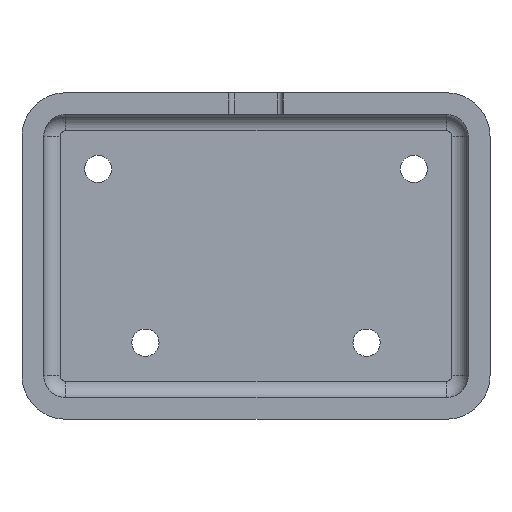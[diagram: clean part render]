
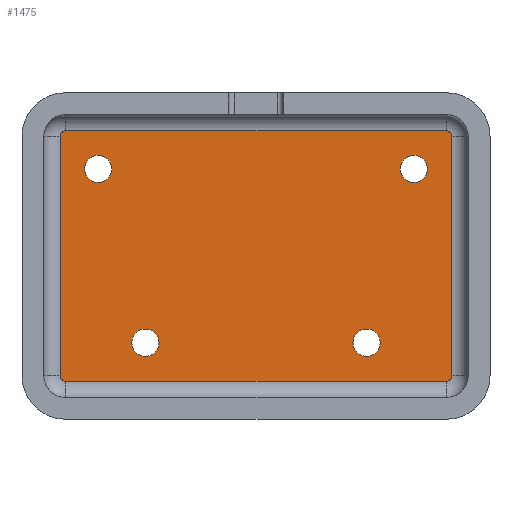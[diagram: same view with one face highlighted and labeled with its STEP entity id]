
A CAD part, front view. The second image highlights one B-rep face of the part: STEP entity #1475.
In plain terms, the highlighted planar face has unit normal (0, -1, 0).
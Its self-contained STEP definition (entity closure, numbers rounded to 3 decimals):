
#121 = CIRCLE ( 'NONE', #3643, 1.25 ) ;
#124 = AXIS2_PLACEMENT_3D ( 'NONE', #1075, #788, #3709 ) ;
#180 = DIRECTION ( 'NONE',  ( 0., 0., 1. ) ) ;
#201 = CIRCLE ( 'NONE', #772, 1.25 ) ;
#209 = CARTESIAN_POINT ( 'NONE',  ( 11.34, 12., -24.21 ) ) ;
#252 = ORIENTED_EDGE ( 'NONE', *, *, #3314, .T. ) ;
#305 = ORIENTED_EDGE ( 'NONE', *, *, #2088, .T. ) ;
#318 = EDGE_CURVE ( 'NONE', #1487, #3819, #121, .T. ) ;
#379 = DIRECTION ( 'NONE',  ( 0., 0., 1. ) ) ;
#399 = CARTESIAN_POINT ( 'NONE',  ( 4., 12., -26. ) ) ;
#451 = CIRCLE ( 'NONE', #2788, 1.25 ) ;
#461 = EDGE_LOOP ( 'NONE', ( #2940, #2687 ) ) ;
#479 = CARTESIAN_POINT ( 'NONE',  ( 36., 12., -5.75 ) ) ;
#502 = CARTESIAN_POINT ( 'NONE',  ( 39., 12., -26. ) ) ;
#526 = VERTEX_POINT ( 'NONE', #3305 ) ;
#528 = CARTESIAN_POINT ( 'NONE',  ( 39., 12., -26.5 ) ) ;
#530 = CIRCLE ( 'NONE', #3298, 0.5 ) ;
#554 = DIRECTION ( 'NONE',  ( 0., 0., -1. ) ) ;
#638 = CARTESIAN_POINT ( 'NONE',  ( 36., 12., -8.25 ) ) ;
#688 = DIRECTION ( 'NONE',  ( 0., -1., 0. ) ) ;
#719 = CARTESIAN_POINT ( 'NONE',  ( 36., 12., -7. ) ) ;
#739 = CARTESIAN_POINT ( 'NONE',  ( 11.34, 12., -22.96 ) ) ;
#745 = CARTESIAN_POINT ( 'NONE',  ( 39.5, 12., -26. ) ) ;
#758 = AXIS2_PLACEMENT_3D ( 'NONE', #3028, #2496, #3689 ) ;
#772 = AXIS2_PLACEMENT_3D ( 'NONE', #1044, #1655, #180 ) ;
#788 = DIRECTION ( 'NONE',  ( 0., -1., 0. ) ) ;
#792 = VERTEX_POINT ( 'NONE', #2090 ) ;
#799 = VERTEX_POINT ( 'NONE', #3618 ) ;
#847 = DIRECTION ( 'NONE',  ( 0., 0., -1. ) ) ;
#848 = FACE_BOUND ( 'NONE', #461, .T. ) ;
#850 = CARTESIAN_POINT ( 'NONE',  ( 39., 12., -3.5 ) ) ;
#881 = LINE ( 'NONE', #3230, #2717 ) ;
#893 = CIRCLE ( 'NONE', #3784, 1.25 ) ;
#918 = EDGE_CURVE ( 'NONE', #2818, #2030, #1362, .T. ) ;
#963 = CARTESIAN_POINT ( 'NONE',  ( 7., 12., -7. ) ) ;
#966 = CARTESIAN_POINT ( 'NONE',  ( 4., 12., -3.5 ) ) ;
#987 = CARTESIAN_POINT ( 'NONE',  ( 39.5, 12., -26. ) ) ;
#1044 = CARTESIAN_POINT ( 'NONE',  ( 7., 12., -7. ) ) ;
#1075 = CARTESIAN_POINT ( 'NONE',  ( 4., 12., -4. ) ) ;
#1138 = AXIS2_PLACEMENT_3D ( 'NONE', #502, #1681, #3503 ) ;
#1192 = DIRECTION ( 'NONE',  ( 0., 1., 0. ) ) ;
#1201 = DIRECTION ( 'NONE',  ( -1., 0., 0. ) ) ;
#1221 = ORIENTED_EDGE ( 'NONE', *, *, #918, .T. ) ;
#1228 = CARTESIAN_POINT ( 'NONE',  ( 39., 12., -3.5 ) ) ;
#1249 = DIRECTION ( 'NONE',  ( 0., 0., -1. ) ) ;
#1258 = EDGE_CURVE ( 'NONE', #2484, #3205, #3590, .T. ) ;
#1302 = DIRECTION ( 'NONE',  ( 0., 1., 0. ) ) ;
#1333 = ORIENTED_EDGE ( 'NONE', *, *, #2426, .T. ) ;
#1362 = CIRCLE ( 'NONE', #124, 0.5 ) ;
#1378 = CARTESIAN_POINT ( 'NONE',  ( 3.5, 12., -4. ) ) ;
#1425 = CARTESIAN_POINT ( 'NONE',  ( 4., 12., -26.5 ) ) ;
#1430 = CARTESIAN_POINT ( 'NONE',  ( 11.34, 12., -21.71 ) ) ;
#1475 = ADVANCED_FACE ( 'NONE', ( #2621, #1971, #848, #3481, #2871 ), #3140, .T. ) ;
#1479 = DIRECTION ( 'NONE',  ( 0., 1., 0. ) ) ;
#1487 = VERTEX_POINT ( 'NONE', #209 ) ;
#1504 = EDGE_CURVE ( 'NONE', #2030, #3536, #881, .T. ) ;
#1509 = AXIS2_PLACEMENT_3D ( 'NONE', #739, #1479, #2645 ) ;
#1512 = AXIS2_PLACEMENT_3D ( 'NONE', #3774, #2036, #554 ) ;
#1548 = VERTEX_POINT ( 'NONE', #2081 ) ;
#1609 = EDGE_CURVE ( 'NONE', #3562, #2818, #3299, .T. ) ;
#1632 = CIRCLE ( 'NONE', #2796, 1.25 ) ;
#1655 = DIRECTION ( 'NONE',  ( 0., 1., 0. ) ) ;
#1662 = EDGE_LOOP ( 'NONE', ( #3668, #2012 ) ) ;
#1681 = DIRECTION ( 'NONE',  ( 0., -1., 0. ) ) ;
#1694 = VERTEX_POINT ( 'NONE', #3356 ) ;
#1702 = VECTOR ( 'NONE', #1780, 1000. ) ;
#1780 = DIRECTION ( 'NONE',  ( 1., 0., 0. ) ) ;
#1788 = EDGE_LOOP ( 'NONE', ( #3025, #2948, #3437, #2885, #3198, #1221, #2463, #305 ) ) ;
#1830 = CARTESIAN_POINT ( 'NONE',  ( 7., 12., -8.25 ) ) ;
#1844 = VERTEX_POINT ( 'NONE', #1425 ) ;
#1971 = FACE_BOUND ( 'NONE', #1662, .T. ) ;
#1973 = EDGE_CURVE ( 'NONE', #526, #799, #893, .T. ) ;
#2012 = ORIENTED_EDGE ( 'NONE', *, *, #318, .T. ) ;
#2030 = VERTEX_POINT ( 'NONE', #1378 ) ;
#2036 = DIRECTION ( 'NONE',  ( 0., -1., 0. ) ) ;
#2046 = DIRECTION ( 'NONE',  ( 0., 0., -1. ) ) ;
#2081 = CARTESIAN_POINT ( 'NONE',  ( 7., 12., -5.75 ) ) ;
#2088 = EDGE_CURVE ( 'NONE', #3536, #1844, #2175, .T. ) ;
#2090 = CARTESIAN_POINT ( 'NONE',  ( 39.5, 12., -4. ) ) ;
#2093 = DIRECTION ( 'NONE',  ( 0., 0., 1. ) ) ;
#2175 = CIRCLE ( 'NONE', #3420, 0.5 ) ;
#2188 = DIRECTION ( 'NONE',  ( 0., 0., -1. ) ) ;
#2221 = EDGE_CURVE ( 'NONE', #1548, #2755, #201, .T. ) ;
#2304 = CIRCLE ( 'NONE', #3426, 1.25 ) ;
#2314 = LINE ( 'NONE', #528, #1702 ) ;
#2426 = EDGE_CURVE ( 'NONE', #3205, #2484, #451, .T. ) ;
#2443 = EDGE_CURVE ( 'NONE', #3819, #1487, #2475, .T. ) ;
#2463 = ORIENTED_EDGE ( 'NONE', *, *, #1504, .T. ) ;
#2474 = EDGE_CURVE ( 'NONE', #2968, #792, #2729, .T. ) ;
#2475 = CIRCLE ( 'NONE', #1509, 1.25 ) ;
#2484 = VERTEX_POINT ( 'NONE', #638 ) ;
#2496 = DIRECTION ( 'NONE',  ( 0., 1., 0. ) ) ;
#2553 = EDGE_CURVE ( 'NONE', #799, #526, #2304, .T. ) ;
#2580 = DIRECTION ( 'NONE',  ( 0., -1., 0. ) ) ;
#2621 = FACE_BOUND ( 'NONE', #2828, .T. ) ;
#2645 = DIRECTION ( 'NONE',  ( 0., 0., 1. ) ) ;
#2687 = ORIENTED_EDGE ( 'NONE', *, *, #2553, .T. ) ;
#2717 = VECTOR ( 'NONE', #2046, 1000. ) ;
#2729 = LINE ( 'NONE', #987, #3791 ) ;
#2750 = DIRECTION ( 'NONE',  ( 0., 1., 0. ) ) ;
#2755 = VERTEX_POINT ( 'NONE', #1830 ) ;
#2788 = AXIS2_PLACEMENT_3D ( 'NONE', #719, #1192, #3321 ) ;
#2796 = AXIS2_PLACEMENT_3D ( 'NONE', #963, #2750, #3371 ) ;
#2818 = VERTEX_POINT ( 'NONE', #966 ) ;
#2828 = EDGE_LOOP ( 'NONE', ( #3301, #252 ) ) ;
#2849 = CARTESIAN_POINT ( 'NONE',  ( 3.5, 12., -26. ) ) ;
#2871 = FACE_OUTER_BOUND ( 'NONE', #1788, .T. ) ;
#2885 = ORIENTED_EDGE ( 'NONE', *, *, #3000, .T. ) ;
#2924 = CIRCLE ( 'NONE', #1512, 0.5 ) ;
#2940 = ORIENTED_EDGE ( 'NONE', *, *, #1973, .T. ) ;
#2948 = ORIENTED_EDGE ( 'NONE', *, *, #3271, .T. ) ;
#2968 = VERTEX_POINT ( 'NONE', #745 ) ;
#3000 = EDGE_CURVE ( 'NONE', #792, #3562, #2924, .T. ) ;
#3025 = ORIENTED_EDGE ( 'NONE', *, *, #3267, .T. ) ;
#3028 = CARTESIAN_POINT ( 'NONE',  ( 36., 12., -7. ) ) ;
#3057 = DIRECTION ( 'NONE',  ( 0., 1., 0. ) ) ;
#3075 = DIRECTION ( 'NONE',  ( 0., 1., 0. ) ) ;
#3140 = PLANE ( 'NONE',  #1138 ) ;
#3198 = ORIENTED_EDGE ( 'NONE', *, *, #1609, .T. ) ;
#3205 = VERTEX_POINT ( 'NONE', #479 ) ;
#3230 = CARTESIAN_POINT ( 'NONE',  ( 3.5, 12., -26. ) ) ;
#3249 = CARTESIAN_POINT ( 'NONE',  ( 39., 12., -26. ) ) ;
#3267 = EDGE_CURVE ( 'NONE', #1844, #1694, #2314, .T. ) ;
#3271 = EDGE_CURVE ( 'NONE', #1694, #2968, #530, .T. ) ;
#3298 = AXIS2_PLACEMENT_3D ( 'NONE', #3249, #2580, #847 ) ;
#3299 = LINE ( 'NONE', #1228, #3537 ) ;
#3300 = CARTESIAN_POINT ( 'NONE',  ( 31.66, 12., -22.96 ) ) ;
#3301 = ORIENTED_EDGE ( 'NONE', *, *, #2221, .T. ) ;
#3305 = CARTESIAN_POINT ( 'NONE',  ( 31.66, 12., -21.71 ) ) ;
#3314 = EDGE_CURVE ( 'NONE', #2755, #1548, #1632, .T. ) ;
#3321 = DIRECTION ( 'NONE',  ( 0., 0., -1. ) ) ;
#3324 = EDGE_LOOP ( 'NONE', ( #1333, #3606 ) ) ;
#3356 = CARTESIAN_POINT ( 'NONE',  ( 39., 12., -26.5 ) ) ;
#3357 = DIRECTION ( 'NONE',  ( 0., 0., -1. ) ) ;
#3371 = DIRECTION ( 'NONE',  ( 0., 0., 1. ) ) ;
#3420 = AXIS2_PLACEMENT_3D ( 'NONE', #399, #688, #3357 ) ;
#3426 = AXIS2_PLACEMENT_3D ( 'NONE', #3300, #1302, #1249 ) ;
#3437 = ORIENTED_EDGE ( 'NONE', *, *, #2474, .T. ) ;
#3481 = FACE_BOUND ( 'NONE', #3324, .T. ) ;
#3503 = DIRECTION ( 'NONE',  ( 0., 0., -1. ) ) ;
#3536 = VERTEX_POINT ( 'NONE', #2849 ) ;
#3537 = VECTOR ( 'NONE', #1201, 1000. ) ;
#3562 = VERTEX_POINT ( 'NONE', #850 ) ;
#3581 = CARTESIAN_POINT ( 'NONE',  ( 11.34, 12., -22.96 ) ) ;
#3590 = CIRCLE ( 'NONE', #758, 1.25 ) ;
#3606 = ORIENTED_EDGE ( 'NONE', *, *, #1258, .T. ) ;
#3618 = CARTESIAN_POINT ( 'NONE',  ( 31.66, 12., -24.21 ) ) ;
#3643 = AXIS2_PLACEMENT_3D ( 'NONE', #3581, #3057, #2093 ) ;
#3656 = CARTESIAN_POINT ( 'NONE',  ( 31.66, 12., -22.96 ) ) ;
#3668 = ORIENTED_EDGE ( 'NONE', *, *, #2443, .T. ) ;
#3689 = DIRECTION ( 'NONE',  ( 0., 0., -1. ) ) ;
#3709 = DIRECTION ( 'NONE',  ( 0., 0., -1. ) ) ;
#3774 = CARTESIAN_POINT ( 'NONE',  ( 39., 12., -4. ) ) ;
#3784 = AXIS2_PLACEMENT_3D ( 'NONE', #3656, #3075, #2188 ) ;
#3791 = VECTOR ( 'NONE', #379, 1000. ) ;
#3819 = VERTEX_POINT ( 'NONE', #1430 ) ;
